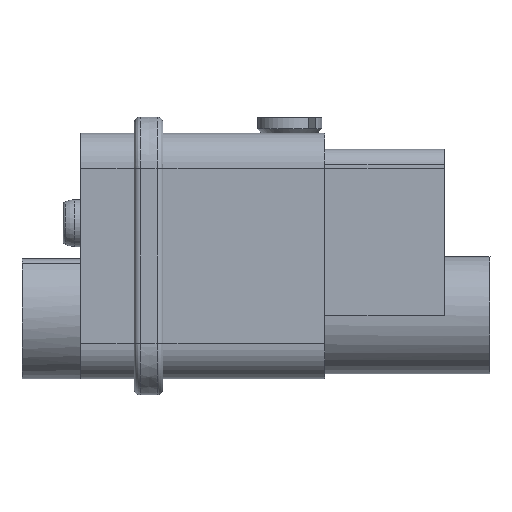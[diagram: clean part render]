
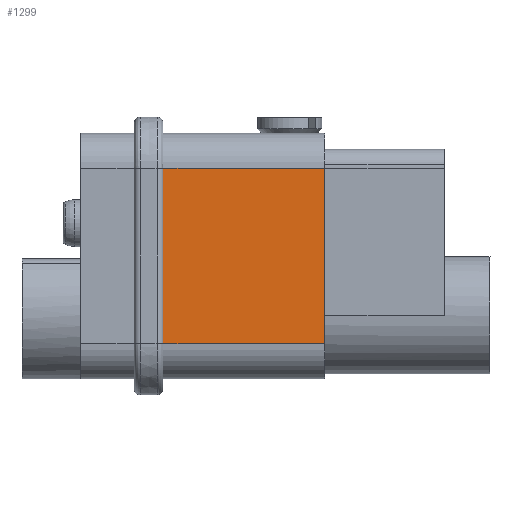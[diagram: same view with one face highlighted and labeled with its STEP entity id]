
A CAD part, left-side view. The second image highlights one B-rep face of the part: STEP entity #1299.
In plain terms, the highlighted planar face has unit normal (-1, 0, 0).
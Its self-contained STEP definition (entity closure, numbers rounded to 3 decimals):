
#1299=ADVANCED_FACE('',(#1882),#1567,.T.);
#1567=PLANE('',#7922);
#1882=FACE_OUTER_BOUND('',#2303,.T.);
#2303=EDGE_LOOP('',(#3873,#3874,#3875,#3876,#3877,#3878));
#3873=ORIENTED_EDGE('',*,*,#5678,.T.);
#3874=ORIENTED_EDGE('',*,*,#5210,.F.);
#3875=ORIENTED_EDGE('',*,*,#5679,.T.);
#3876=ORIENTED_EDGE('',*,*,#5204,.T.);
#3877=ORIENTED_EDGE('',*,*,#5680,.T.);
#3878=ORIENTED_EDGE('',*,*,#5667,.T.);
#4476=VERTEX_POINT('',#10883);
#4477=VERTEX_POINT('',#10885);
#4479=VERTEX_POINT('',#10891);
#4482=VERTEX_POINT('',#10896);
#4785=VERTEX_POINT('',#12387);
#4787=VERTEX_POINT('',#12391);
#5204=EDGE_CURVE('',#4477,#4476,#6261,.T.);
#5210=EDGE_CURVE('',#4482,#4479,#6264,.T.);
#5667=EDGE_CURVE('',#4785,#4787,#6570,.T.);
#5678=EDGE_CURVE('',#4787,#4479,#6578,.T.);
#5679=EDGE_CURVE('',#4482,#4477,#6579,.T.);
#5680=EDGE_CURVE('',#4476,#4785,#6580,.T.);
#6261=LINE('',#10884,#6924);
#6264=LINE('',#10897,#6927);
#6570=LINE('',#12392,#7233);
#6578=LINE('',#12457,#7241);
#6579=LINE('',#12459,#7242);
#6580=LINE('',#12460,#7243);
#6924=VECTOR('',#8618,1.);
#6927=VECTOR('',#8629,1.);
#7233=VECTOR('',#9521,1.);
#7241=VECTOR('',#9541,1.);
#7242=VECTOR('',#9544,1.);
#7243=VECTOR('',#9545,1.);
#7922=AXIS2_PLACEMENT_3D('',#12461,#9546,#9547);
#8618=DIRECTION('',(0.,1.,0.));
#8629=DIRECTION('',(0.,1.,0.));
#9521=DIRECTION('',(0.,0.,-1.));
#9541=DIRECTION('',(0.,0.,-1.));
#9544=DIRECTION('',(0.,0.,1.));
#9545=DIRECTION('',(0.,0.,-1.));
#9546=DIRECTION('',(-1.,0.,0.));
#9547=DIRECTION('',(0.,0.,1.));
#10883=CARTESIAN_POINT('',(-10.475,6.171,7.375));
#10884=CARTESIAN_POINT('',(-10.475,-7.65,7.375));
#10885=CARTESIAN_POINT('',(-10.475,-7.65,7.375));
#10891=CARTESIAN_POINT('',(-10.475,6.171,-7.575));
#10896=CARTESIAN_POINT('',(-10.475,-7.65,-7.575));
#10897=CARTESIAN_POINT('',(-10.475,-7.65,-7.575));
#12387=CARTESIAN_POINT('',(-10.475,6.171,7.35));
#12391=CARTESIAN_POINT('',(-10.475,6.171,-7.55));
#12392=CARTESIAN_POINT('',(-10.475,6.171,7.35));
#12457=CARTESIAN_POINT('',(-10.475,6.171,-7.55));
#12459=CARTESIAN_POINT('',(-10.475,-7.65,-7.575));
#12460=CARTESIAN_POINT('',(-10.475,6.171,7.375));
#12461=CARTESIAN_POINT('',(-10.475,-17.85,-7.575));
